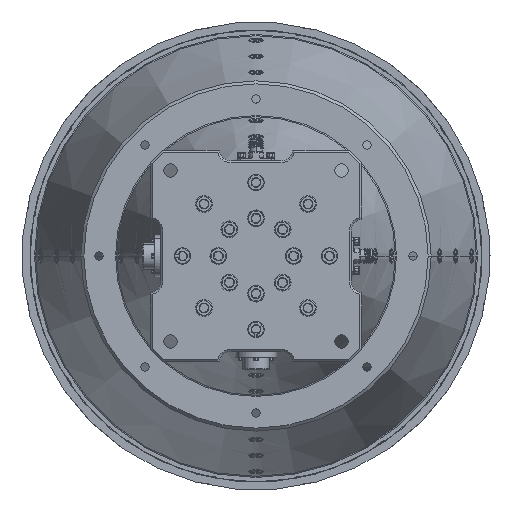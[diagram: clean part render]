
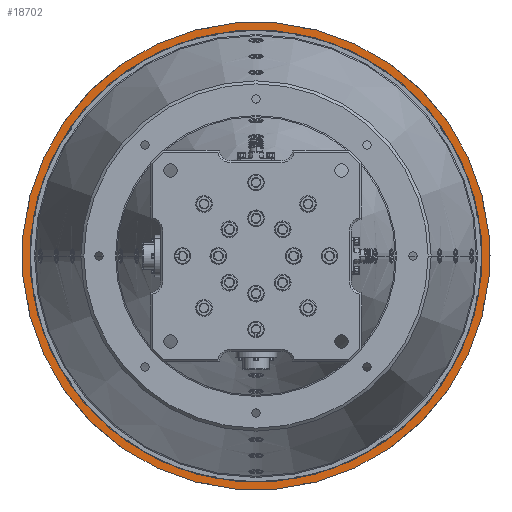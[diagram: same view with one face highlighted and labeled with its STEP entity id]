
A CAD part, front view. The second image highlights one B-rep face of the part: STEP entity #18702.
In plain terms, the highlighted planar face has unit normal (0, -1, 0).
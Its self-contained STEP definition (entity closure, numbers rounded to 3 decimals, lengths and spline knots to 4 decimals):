
#2958 = FACE_BOUND ( 'NONE', #87047, .T. ) ;
#3117 = CIRCLE ( 'NONE', #56035, 3.745 ) ;
#4157 = CARTESIAN_POINT ( 'NONE',  ( -2.74, 7.8331, -2.74 ) ) ;
#8573 = CARTESIAN_POINT ( 'NONE',  ( 0., 7.8331, 0. ) ) ;
#13759 = CIRCLE ( 'NONE', #31938, 3.875 ) ;
#14319 = DIRECTION ( 'NONE',  ( -0.707, 0., -0.707 ) ) ;
#14653 = CARTESIAN_POINT ( 'NONE',  ( 0., 7.8331, 0. ) ) ;
#15729 = EDGE_CURVE ( 'NONE', #91474, #92276, #3117, .T. ) ;
#18496 = AXIS2_PLACEMENT_3D ( 'NONE', #88295, #23424, #51797 ) ;
#18702 = ADVANCED_FACE ( 'NONE', ( #2958, #30498 ), #88741, .T. ) ;
#18792 = CIRCLE ( 'NONE', #48960, 3.875 ) ;
#21932 = DIRECTION ( 'NONE',  ( 0., -1., 0. ) ) ;
#23424 = DIRECTION ( 'NONE',  ( 0., -1., 0. ) ) ;
#30498 = FACE_OUTER_BOUND ( 'NONE', #47258, .T. ) ;
#31938 = AXIS2_PLACEMENT_3D ( 'NONE', #8573, #21932, #14319 ) ;
#35617 = ORIENTED_EDGE ( 'NONE', *, *, #58799, .F. ) ;
#43661 = EDGE_CURVE ( 'NONE', #67150, #85009, #13759, .T. ) ;
#46971 = CARTESIAN_POINT ( 'NONE',  ( 0., 7.8331, 0. ) ) ;
#47258 = EDGE_LOOP ( 'NONE', ( #86075, #50553 ) ) ;
#48148 = CARTESIAN_POINT ( 'NONE',  ( -2.6481, 7.8331, -2.6481 ) ) ;
#48960 = AXIS2_PLACEMENT_3D ( 'NONE', #46971, #54071, #62601 ) ;
#50553 = ORIENTED_EDGE ( 'NONE', *, *, #91383, .T. ) ;
#51797 = DIRECTION ( 'NONE',  ( -0.707, 0., -0.707 ) ) ;
#54071 = DIRECTION ( 'NONE',  ( 0., -1., 0. ) ) ;
#54589 = ORIENTED_EDGE ( 'NONE', *, *, #15729, .F. ) ;
#56035 = AXIS2_PLACEMENT_3D ( 'NONE', #87234, #72070, #71629 ) ;
#57102 = CARTESIAN_POINT ( 'NONE',  ( 2.74, 7.8331, 2.74 ) ) ;
#57157 = AXIS2_PLACEMENT_3D ( 'NONE', #14653, #57249, #64854 ) ;
#57249 = DIRECTION ( 'NONE',  ( 0., -1., 0. ) ) ;
#58799 = EDGE_CURVE ( 'NONE', #92276, #91474, #93427, .T. ) ;
#62601 = DIRECTION ( 'NONE',  ( -0.707, 0., -0.707 ) ) ;
#64854 = DIRECTION ( 'NONE',  ( -0.707, 0., -0.707 ) ) ;
#67150 = VERTEX_POINT ( 'NONE', #57102 ) ;
#71629 = DIRECTION ( 'NONE',  ( -0.707, 0., -0.707 ) ) ;
#72070 = DIRECTION ( 'NONE',  ( 0., -1., 0. ) ) ;
#85009 = VERTEX_POINT ( 'NONE', #4157 ) ;
#86075 = ORIENTED_EDGE ( 'NONE', *, *, #43661, .T. ) ;
#87047 = EDGE_LOOP ( 'NONE', ( #35617, #54589 ) ) ;
#87234 = CARTESIAN_POINT ( 'NONE',  ( 0., 7.8331, 0. ) ) ;
#88295 = CARTESIAN_POINT ( 'NONE',  ( 0., 7.8331, 0. ) ) ;
#88741 = PLANE ( 'NONE',  #18496 ) ;
#91040 = CARTESIAN_POINT ( 'NONE',  ( 2.6481, 7.8331, 2.6481 ) ) ;
#91383 = EDGE_CURVE ( 'NONE', #85009, #67150, #18792, .T. ) ;
#91474 = VERTEX_POINT ( 'NONE', #91040 ) ;
#92276 = VERTEX_POINT ( 'NONE', #48148 ) ;
#93427 = CIRCLE ( 'NONE', #57157, 3.745 ) ;
